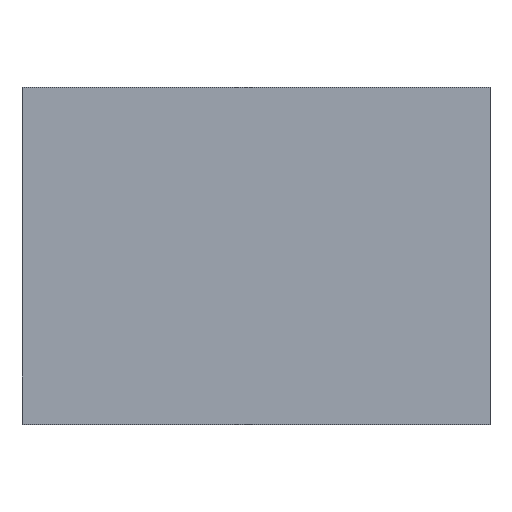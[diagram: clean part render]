
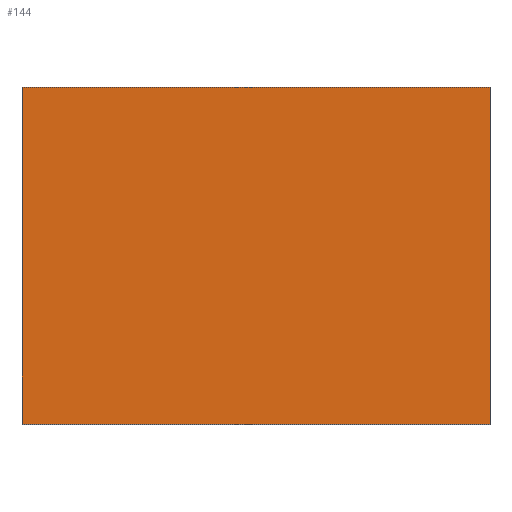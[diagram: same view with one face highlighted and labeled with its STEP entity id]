
A CAD part, top view. The second image highlights one B-rep face of the part: STEP entity #144.
In plain terms, the highlighted planar face has unit normal (0, 0, 1).
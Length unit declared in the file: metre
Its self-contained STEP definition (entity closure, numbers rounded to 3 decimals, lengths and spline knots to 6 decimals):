
#12=LINE('',#224,#24);
#16=LINE('',#233,#28);
#19=LINE('',#239,#31);
#22=LINE('',#245,#34);
#24=VECTOR('',#185,1.);
#28=VECTOR('',#191,1.);
#31=VECTOR('',#196,1.);
#34=VECTOR('',#201,1.);
#41=PLANE('',#170);
#67=ORIENTED_EDGE('',*,*,#78,.F.);
#68=ORIENTED_EDGE('',*,*,#82,.T.);
#69=ORIENTED_EDGE('',*,*,#85,.T.);
#70=ORIENTED_EDGE('',*,*,#88,.F.);
#78=EDGE_CURVE('',#94,#95,#12,.T.);
#82=EDGE_CURVE('',#94,#98,#16,.T.);
#85=EDGE_CURVE('',#98,#100,#19,.T.);
#88=EDGE_CURVE('',#95,#100,#22,.T.);
#94=VERTEX_POINT('',#225);
#95=VERTEX_POINT('',#226);
#98=VERTEX_POINT('',#234);
#100=VERTEX_POINT('',#240);
#116=EDGE_LOOP('',(#67,#68,#69,#70));
#130=FACE_BOUND('',#116,.T.);
#144=ADVANCED_FACE('',(#130),#41,.T.);
#170=AXIS2_PLACEMENT_3D('',#250,#207,#208);
#185=DIRECTION('',(1.,0.,0.));
#191=DIRECTION('',(0.,-1.,0.));
#196=DIRECTION('',(1.,0.,0.));
#201=DIRECTION('',(0.,-1.,0.));
#207=DIRECTION('',(0.,0.,1.));
#208=DIRECTION('',(1.,0.,0.));
#224=CARTESIAN_POINT('',(0.056954,-0.077707,0.0255));
#225=CARTESIAN_POINT('',(0.052436,-0.077707,0.0255));
#226=CARTESIAN_POINT('',(0.061472,-0.077707,0.0255));
#233=CARTESIAN_POINT('',(0.052436,-0.080957,0.0255));
#234=CARTESIAN_POINT('',(0.052436,-0.084207,0.0255));
#239=CARTESIAN_POINT('',(0.056954,-0.084207,0.0255));
#240=CARTESIAN_POINT('',(0.061472,-0.084207,0.0255));
#245=CARTESIAN_POINT('',(0.061472,-0.080957,0.0255));
#250=CARTESIAN_POINT('',(0.056954,-0.080957,0.0255));
